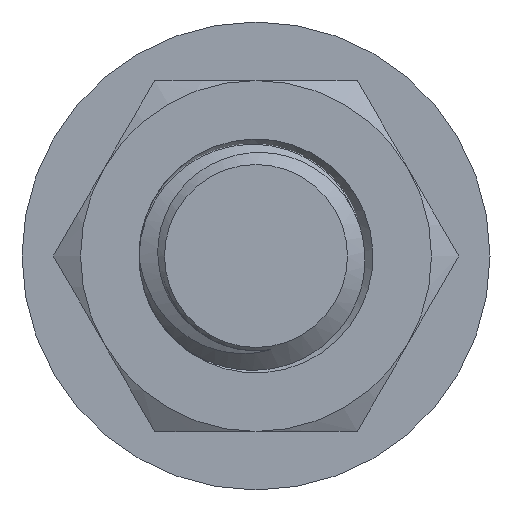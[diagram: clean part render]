
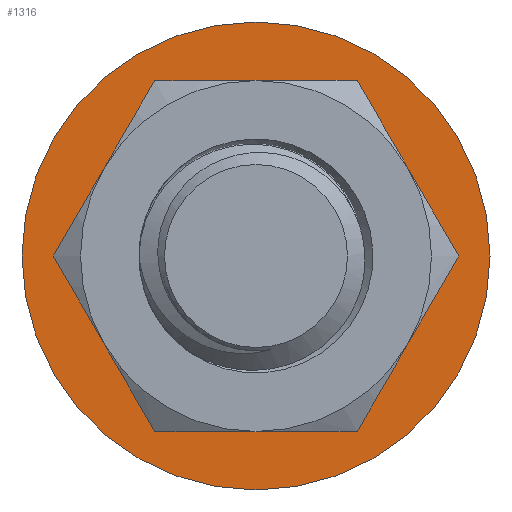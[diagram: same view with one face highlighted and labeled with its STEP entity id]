
A CAD part, left-side view. The second image highlights one B-rep face of the part: STEP entity #1316.
In plain terms, the highlighted face is planar.
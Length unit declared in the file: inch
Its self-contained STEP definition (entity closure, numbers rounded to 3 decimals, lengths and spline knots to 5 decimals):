
#75=FACE_BOUND('',#355,.T.);
#98=CIRCLE('',#1413,0.34375);
#100=CIRCLE('',#1416,0.625);
#264=FACE_OUTER_BOUND('',#354,.T.);
#354=EDGE_LOOP('',(#1117));
#355=EDGE_LOOP('',(#1118));
#619=VERTEX_POINT('',#17138);
#621=VERTEX_POINT('',#17143);
#788=EDGE_CURVE('',#619,#619,#98,.T.);
#790=EDGE_CURVE('',#621,#621,#100,.T.);
#1117=ORIENTED_EDGE('',*,*,#790,.T.);
#1118=ORIENTED_EDGE('',*,*,#788,.T.);
#1250=PLANE('',#1417);
#1316=ADVANCED_FACE('',(#264,#75),#1250,.F.);
#1413=AXIS2_PLACEMENT_3D('',#17139,#1635,#1636);
#1416=AXIS2_PLACEMENT_3D('',#17144,#1641,#1642);
#1417=AXIS2_PLACEMENT_3D('',#17145,#1643,#1644);
#1635=DIRECTION('center_axis',(0.,1.,0.));
#1636=DIRECTION('ref_axis',(1.,0.,0.));
#1641=DIRECTION('center_axis',(0.,-1.,0.));
#1642=DIRECTION('ref_axis',(1.,0.,0.));
#1643=DIRECTION('center_axis',(0.,1.,0.));
#1644=DIRECTION('ref_axis',(0.,0.,1.));
#17138=CARTESIAN_POINT('',(-0.34375,0.,0.));
#17139=CARTESIAN_POINT('Origin',(0.,0.,0.));
#17143=CARTESIAN_POINT('',(-0.625,0.,0.));
#17144=CARTESIAN_POINT('Origin',(0.,0.,0.));
#17145=CARTESIAN_POINT('Origin',(0.,0.,0.));
